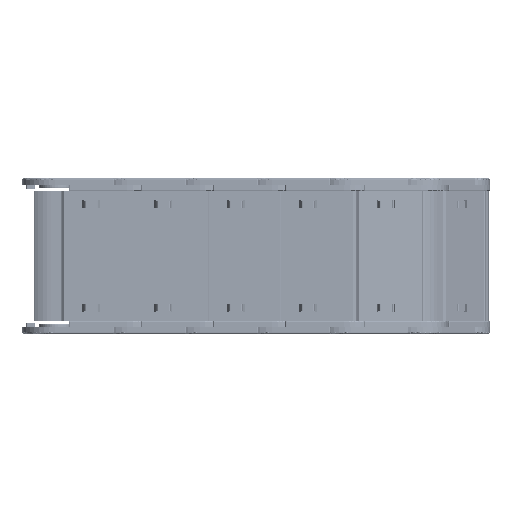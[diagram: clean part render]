
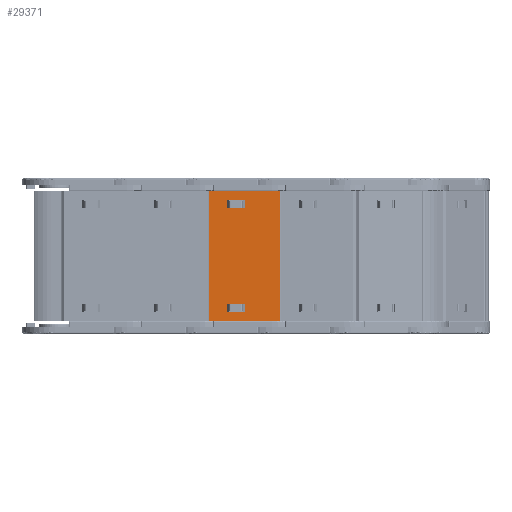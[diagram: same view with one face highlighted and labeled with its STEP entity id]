
A CAD part, front view. The second image highlights one B-rep face of the part: STEP entity #29371.
In plain terms, the highlighted planar face has unit normal (0, -1, 0).
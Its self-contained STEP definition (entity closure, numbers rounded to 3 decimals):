
#10 = ORIENTED_EDGE ( 'NONE', *, *, #9957, .T. ) ;
#440 = VECTOR ( 'NONE', #30175, 1000. ) ;
#491 = VERTEX_POINT ( 'NONE', #14152 ) ;
#612 = ORIENTED_EDGE ( 'NONE', *, *, #24351, .F. ) ;
#1219 = VERTEX_POINT ( 'NONE', #36068 ) ;
#1375 = CARTESIAN_POINT ( 'NONE',  ( -43.943, 70.399, 68.934 ) ) ;
#1574 = LINE ( 'NONE', #3829, #6463 ) ;
#1847 = LINE ( 'NONE', #9198, #27366 ) ;
#2547 = DIRECTION ( 'NONE',  ( 0., 1., 0. ) ) ;
#2763 = ORIENTED_EDGE ( 'NONE', *, *, #21489, .F. ) ;
#3362 = DIRECTION ( 'NONE',  ( 0., 0., -1. ) ) ;
#3616 = LINE ( 'NONE', #43333, #9583 ) ;
#3717 = CARTESIAN_POINT ( 'NONE',  ( -26.943, 70.399, -25.416 ) ) ;
#3829 = CARTESIAN_POINT ( 'NONE',  ( -40.943, 70.399, -25.416 ) ) ;
#4220 = VECTOR ( 'NONE', #39615, 1000. ) ;
#5466 = VERTEX_POINT ( 'NONE', #15947 ) ;
#5495 = VECTOR ( 'NONE', #20363, 1000. ) ;
#5893 = PLANE ( 'NONE',  #28561 ) ;
#6463 = VECTOR ( 'NONE', #7633, 1000. ) ;
#6755 = DIRECTION ( 'NONE',  ( 1., 0., 0. ) ) ;
#7633 = DIRECTION ( 'NONE',  ( 1., 0., 0. ) ) ;
#8767 = ORIENTED_EDGE ( 'NONE', *, *, #23177, .F. ) ;
#9198 = CARTESIAN_POINT ( 'NONE',  ( -26.943, 70.399, 55.884 ) ) ;
#9414 = FACE_OUTER_BOUND ( 'NONE', #20273, .T. ) ;
#9554 = DIRECTION ( 'NONE',  ( 0., 0., -1. ) ) ;
#9583 = VECTOR ( 'NONE', #43769, 1000. ) ;
#9704 = LINE ( 'NONE', #37464, #440 ) ;
#9918 = ORIENTED_EDGE ( 'NONE', *, *, #17039, .F. ) ;
#9930 = CARTESIAN_POINT ( 'NONE',  ( -40.943, 70.399, 55.884 ) ) ;
#9957 = EDGE_CURVE ( 'NONE', #5466, #38050, #12863, .T. ) ;
#10940 = VECTOR ( 'NONE', #3362, 1000. ) ;
#10982 = ORIENTED_EDGE ( 'NONE', *, *, #14061, .T. ) ;
#11639 = DIRECTION ( 'NONE',  ( -1., 0., 0. ) ) ;
#12632 = VERTEX_POINT ( 'NONE', #17981 ) ;
#12659 = VERTEX_POINT ( 'NONE', #24952 ) ;
#12863 = LINE ( 'NONE', #44826, #15087 ) ;
#14061 = EDGE_CURVE ( 'NONE', #38050, #12632, #1847, .T. ) ;
#14152 = CARTESIAN_POINT ( 'NONE',  ( -26.943, 70.399, -19.116 ) ) ;
#14736 = LINE ( 'NONE', #9930, #5495 ) ;
#15087 = VECTOR ( 'NONE', #6755, 1000. ) ;
#15098 = EDGE_LOOP ( 'NONE', ( #612, #9918, #44270, #44907 ) ) ;
#15765 = CARTESIAN_POINT ( 'NONE',  ( -12.723, 70.399, -32.166 ) ) ;
#15947 = CARTESIAN_POINT ( 'NONE',  ( -40.943, 70.399, 62.184 ) ) ;
#16115 = EDGE_CURVE ( 'NONE', #44183, #40183, #20744, .T. ) ;
#16371 = LINE ( 'NONE', #21657, #43529 ) ;
#17014 = FACE_BOUND ( 'NONE', #18314, .T. ) ;
#17039 = EDGE_CURVE ( 'NONE', #34102, #491, #40758, .T. ) ;
#17157 = DIRECTION ( 'NONE',  ( 0., 0., -1. ) ) ;
#17345 = CARTESIAN_POINT ( 'NONE',  ( -40.943, 70.399, 55.884 ) ) ;
#17981 = CARTESIAN_POINT ( 'NONE',  ( -26.943, 70.399, 55.884 ) ) ;
#18314 = EDGE_LOOP ( 'NONE', ( #22606, #38796, #10, #10982 ) ) ;
#19620 = DIRECTION ( 'NONE',  ( 0., 0., -1. ) ) ;
#20273 = EDGE_LOOP ( 'NONE', ( #2763, #36550, #38602, #8767 ) ) ;
#20363 = DIRECTION ( 'NONE',  ( 0., 0., 1. ) ) ;
#20744 = LINE ( 'NONE', #20928, #10940 ) ;
#20793 = FACE_BOUND ( 'NONE', #15098, .T. ) ;
#20928 = CARTESIAN_POINT ( 'NONE',  ( -40.943, 70.399, -19.116 ) ) ;
#21489 = EDGE_CURVE ( 'NONE', #12659, #39529, #3616, .T. ) ;
#21657 = CARTESIAN_POINT ( 'NONE',  ( -40.943, 70.399, 55.884 ) ) ;
#22445 = CARTESIAN_POINT ( 'NONE',  ( -68.923, 70.399, -32.166 ) ) ;
#22606 = ORIENTED_EDGE ( 'NONE', *, *, #43556, .T. ) ;
#23177 = EDGE_CURVE ( 'NONE', #39529, #37953, #37152, .T. ) ;
#23761 = CARTESIAN_POINT ( 'NONE',  ( -40.943, 70.399, -19.116 ) ) ;
#23967 = VECTOR ( 'NONE', #28383, 1000. ) ;
#24351 = EDGE_CURVE ( 'NONE', #491, #44183, #9704, .T. ) ;
#24435 = EDGE_CURVE ( 'NONE', #1219, #37953, #43331, .T. ) ;
#24952 = CARTESIAN_POINT ( 'NONE',  ( -12.723, 70.399, 68.934 ) ) ;
#25019 = CARTESIAN_POINT ( 'NONE',  ( -40.943, 70.399, -25.416 ) ) ;
#25603 = EDGE_CURVE ( 'NONE', #12659, #1219, #42728, .T. ) ;
#27366 = VECTOR ( 'NONE', #19620, 1000. ) ;
#28383 = DIRECTION ( 'NONE',  ( 0., 0., 1. ) ) ;
#28448 = VECTOR ( 'NONE', #11639, 1000. ) ;
#28561 = AXIS2_PLACEMENT_3D ( 'NONE', #33651, #2547, #9554 ) ;
#28638 = DIRECTION ( 'NONE',  ( -1., 0., 0. ) ) ;
#29371 = ADVANCED_FACE ( 'NONE', ( #20793, #9414, #17014 ), #5893, .F. ) ;
#30175 = DIRECTION ( 'NONE',  ( -1., 0., 0. ) ) ;
#30942 = CARTESIAN_POINT ( 'NONE',  ( -68.923, 70.399, 90.053 ) ) ;
#31139 = VERTEX_POINT ( 'NONE', #17345 ) ;
#31160 = EDGE_CURVE ( 'NONE', #31139, #5466, #14736, .T. ) ;
#33085 = CARTESIAN_POINT ( 'NONE',  ( -26.943, 70.399, 62.184 ) ) ;
#33651 = CARTESIAN_POINT ( 'NONE',  ( -43.943, 70.399, 8.434 ) ) ;
#34102 = VERTEX_POINT ( 'NONE', #3717 ) ;
#34104 = VECTOR ( 'NONE', #17157, 1000. ) ;
#35319 = CARTESIAN_POINT ( 'NONE',  ( -43.943, 70.399, -32.166 ) ) ;
#35622 = EDGE_CURVE ( 'NONE', #40183, #34102, #1574, .T. ) ;
#36068 = CARTESIAN_POINT ( 'NONE',  ( -68.923, 70.399, 68.934 ) ) ;
#36550 = ORIENTED_EDGE ( 'NONE', *, *, #25603, .T. ) ;
#37152 = LINE ( 'NONE', #35319, #28448 ) ;
#37464 = CARTESIAN_POINT ( 'NONE',  ( -40.943, 70.399, -19.116 ) ) ;
#37953 = VERTEX_POINT ( 'NONE', #22445 ) ;
#38050 = VERTEX_POINT ( 'NONE', #33085 ) ;
#38253 = CARTESIAN_POINT ( 'NONE',  ( -26.943, 70.399, -19.116 ) ) ;
#38602 = ORIENTED_EDGE ( 'NONE', *, *, #24435, .T. ) ;
#38796 = ORIENTED_EDGE ( 'NONE', *, *, #31160, .T. ) ;
#39529 = VERTEX_POINT ( 'NONE', #15765 ) ;
#39615 = DIRECTION ( 'NONE',  ( -1., 0., 0. ) ) ;
#40183 = VERTEX_POINT ( 'NONE', #25019 ) ;
#40758 = LINE ( 'NONE', #38253, #23967 ) ;
#42728 = LINE ( 'NONE', #1375, #4220 ) ;
#43331 = LINE ( 'NONE', #30942, #34104 ) ;
#43333 = CARTESIAN_POINT ( 'NONE',  ( -12.723, 70.399, 90.053 ) ) ;
#43529 = VECTOR ( 'NONE', #28638, 1000. ) ;
#43556 = EDGE_CURVE ( 'NONE', #12632, #31139, #16371, .T. ) ;
#43769 = DIRECTION ( 'NONE',  ( 0., 0., -1. ) ) ;
#44183 = VERTEX_POINT ( 'NONE', #23761 ) ;
#44270 = ORIENTED_EDGE ( 'NONE', *, *, #35622, .F. ) ;
#44826 = CARTESIAN_POINT ( 'NONE',  ( -40.943, 70.399, 62.184 ) ) ;
#44907 = ORIENTED_EDGE ( 'NONE', *, *, #16115, .F. ) ;
